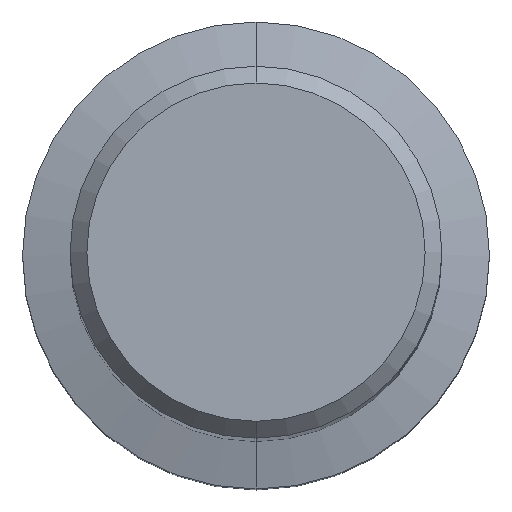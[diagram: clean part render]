
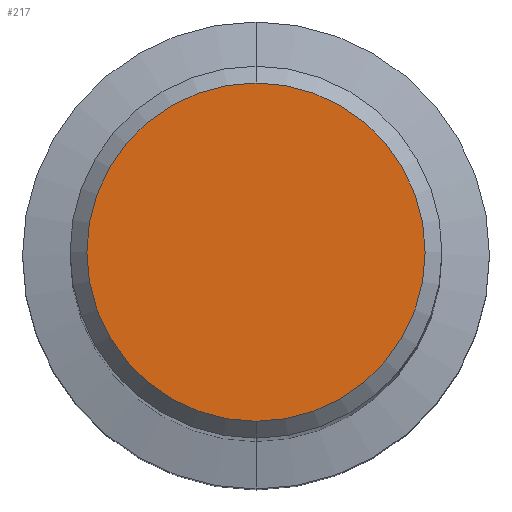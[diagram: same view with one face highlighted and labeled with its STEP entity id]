
A CAD part, top view. The second image highlights one B-rep face of the part: STEP entity #217.
In plain terms, the highlighted planar face has unit normal (0, 0, 1).
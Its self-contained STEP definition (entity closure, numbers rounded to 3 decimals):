
#131=EDGE_CURVE('',#199,#167,#332,.T.);
#167=VERTEX_POINT('',#374);
#199=VERTEX_POINT('',#409);
#217=ADVANCED_FACE('',(#429),#430,.T.);
#279=EDGE_CURVE('',#167,#199,#496,.T.);
#332=CIRCLE('',#549,8.05);
#374=CARTESIAN_POINT('',(0.,-8.05,0.0));
#409=CARTESIAN_POINT('',(0.0,8.05,0.0));
#429=FACE_OUTER_BOUND('',#678,.T.);
#430=PLANE('',#679);
#496=CIRCLE('',#766,8.05);
#549=AXIS2_PLACEMENT_3D('',#818,#819,#820);
#678=EDGE_LOOP('',(#929,#930));
#679=AXIS2_PLACEMENT_3D('',#931,#932,#933);
#766=AXIS2_PLACEMENT_3D('',#1005,#1006,#1007);
#818=CARTESIAN_POINT('',(0.0,0.0,0.0));
#819=DIRECTION('',(0.0,0.0,-1.0));
#820=DIRECTION('',(0.0,1.0,0.0));
#929=ORIENTED_EDGE('',*,*,#131,.F.);
#930=ORIENTED_EDGE('',*,*,#279,.F.);
#931=CARTESIAN_POINT('',(0.0,4.025,0.0));
#932=DIRECTION('',(-0.0,0.0,1.0));
#933=DIRECTION('',(0.0,-1.0,0.0));
#1005=CARTESIAN_POINT('',(0.0,0.0,0.0));
#1006=DIRECTION('',(0.0,0.0,-1.0));
#1007=DIRECTION('',(0.0,1.0,0.0));
